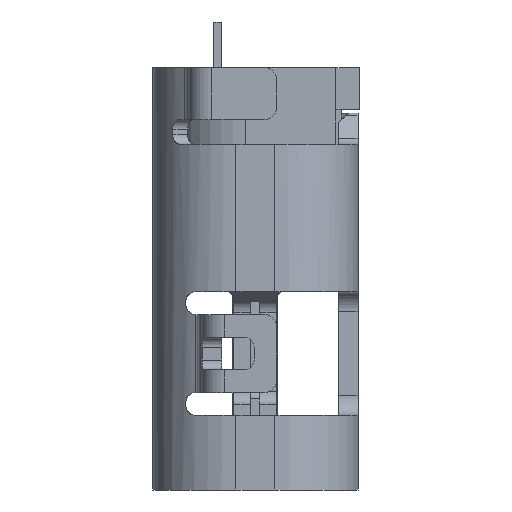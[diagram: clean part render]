
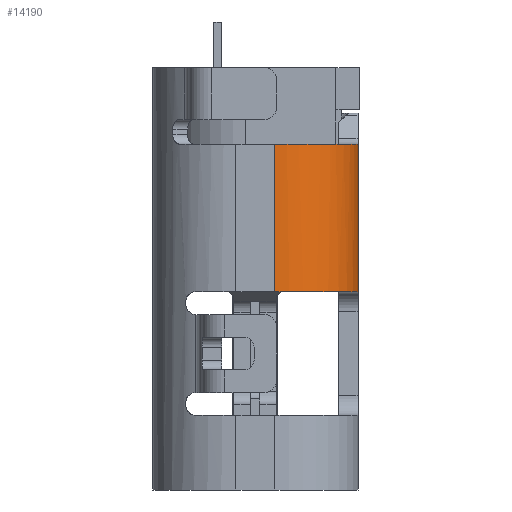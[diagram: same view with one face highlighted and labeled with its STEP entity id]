
A CAD part, left-side view. The second image highlights one B-rep face of the part: STEP entity #14190.
In plain terms, the highlighted cylindrical face has radius 1.28 mm (diameter 2.56 mm), a partial arc.
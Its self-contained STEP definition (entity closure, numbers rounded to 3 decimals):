
#2077=CARTESIAN_POINT('',(-3.19,-0.29,1.72));
#2078=DIRECTION('',(0.,0.,1.));
#2079=DIRECTION('',(-0.746,-0.666,0.));
#2080=AXIS2_PLACEMENT_3D('',#2077,#2078,#2079);
#2082=DIRECTION('',(0.,0.,1.));
#2083=VECTOR('',#2082,2.27);
#2084=CARTESIAN_POINT('',(-3.19,-1.57,-0.55));
#2085=LINE('',#2084,#2083);
#2086=DIRECTION('',(0.,0.,-1.));
#2087=VECTOR('',#2086,2.27);
#2088=CARTESIAN_POINT('',(-4.47,-0.29,1.72));
#2089=LINE('',#2088,#2087);
#2099=CARTESIAN_POINT('',(-3.19,-0.29,1.72));
#2100=DIRECTION('',(0.,0.,1.));
#2101=DIRECTION('',(-1.,0.,0.));
#2102=AXIS2_PLACEMENT_3D('',#2099,#2100,#2101);
#2134=CARTESIAN_POINT('',(-3.19,-0.29,1.72));
#2135=DIRECTION('',(0.,0.,1.));
#2136=DIRECTION('',(-0.679,-0.734,0.));
#2137=AXIS2_PLACEMENT_3D('',#2134,#2135,#2136);
#5609=CARTESIAN_POINT('',(-3.19,-0.29,-0.55));
#5610=DIRECTION('',(0.,0.,-1.));
#5611=DIRECTION('',(0.,-1.,0.));
#5612=AXIS2_PLACEMENT_3D('',#5609,#5610,#5611);
#9456=CARTESIAN_POINT('',(-4.145,-1.142,
1.72));
#9458=VERTEX_POINT('',#9456);
#10164=CARTESIAN_POINT('',(-4.47,-0.29,1.72));
#10165=VERTEX_POINT('',#10164);
#10166=CARTESIAN_POINT('',(-4.47,-0.29,-0.55));
#10167=VERTEX_POINT('',#10166);
#10168=CARTESIAN_POINT('',(-3.19,-1.57,-0.55));
#10169=VERTEX_POINT('',#10168);
#10170=CARTESIAN_POINT('',(-3.19,-1.57,1.72));
#10171=VERTEX_POINT('',#10170);
#10172=CARTESIAN_POINT('',(-4.059,-1.23,1.72));
#10173=VERTEX_POINT('',#10172);
#14172=CARTESIAN_POINT('',(-3.19,-0.29,1.));
#14173=DIRECTION('',(0.,0.,-1.));
#14174=DIRECTION('',(-1.,0.,0.));
#14175=AXIS2_PLACEMENT_3D('',#14172,#14173,#14174);
#14176=CYLINDRICAL_SURFACE('',#14175,1.28);
#14178=ORIENTED_EDGE('',*,*,#14177,.T.);
#14179=ORIENTED_EDGE('',*,*,#14166,.T.);
#14181=ORIENTED_EDGE('',*,*,#14180,.T.);
#14183=ORIENTED_EDGE('',*,*,#14182,.F.);
#14185=ORIENTED_EDGE('',*,*,#14184,.T.);
#14187=ORIENTED_EDGE('',*,*,#14186,.F.);
#14188=EDGE_LOOP('',(#14178,#14179,#14181,#14183,#14185,#14187));
#14189=FACE_OUTER_BOUND('',#14188,.F.);
#14190=ADVANCED_FACE('',(#14189),#14176,.T.);
#2081=CIRCLE('',#2080,1.28);
#2103=CIRCLE('',#2102,1.28);
#2138=CIRCLE('',#2137,1.28);
#5613=CIRCLE('',#5612,1.28);
#14166=EDGE_CURVE('',#9458,#10173,#2081,.T.);
#14177=EDGE_CURVE('',#10165,#9458,#2103,.T.);
#14180=EDGE_CURVE('',#10173,#10171,#2138,.T.);
#14182=EDGE_CURVE('',#10169,#10171,#2085,.T.);
#14184=EDGE_CURVE('',#10169,#10167,#5613,.T.);
#14186=EDGE_CURVE('',#10165,#10167,#2089,.T.);
